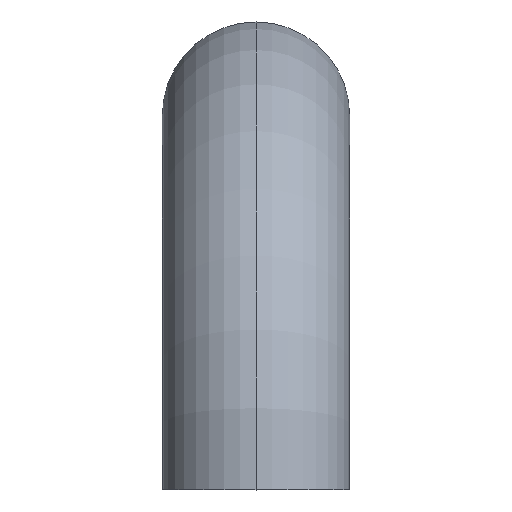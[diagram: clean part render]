
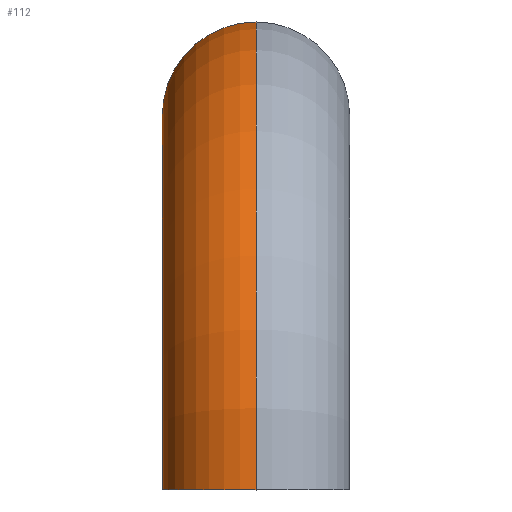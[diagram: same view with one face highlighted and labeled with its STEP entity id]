
A CAD part, top view. The second image highlights one B-rep face of the part: STEP entity #112.
In plain terms, the highlighted toroidal (fillet/blend) face has major radius 1.6 mm and minor radius 0.4 mm.
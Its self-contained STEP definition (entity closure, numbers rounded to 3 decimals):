
#3 = FACE_OUTER_BOUND ( 'NONE', #62, .T. ) ;
#4 = AXIS2_PLACEMENT_3D ( 'NONE', #13, #238, #132 ) ;
#8 = DIRECTION ( 'NONE',  ( -1., 0., 0. ) ) ;
#11 = VERTEX_POINT ( 'NONE', #46 ) ;
#13 = CARTESIAN_POINT ( 'NONE',  ( 0., -1.6, -1.6 ) ) ;
#15 = ORIENTED_EDGE ( 'NONE', *, *, #203, .T. ) ;
#16 = DIRECTION ( 'NONE',  ( 0., 0., -1. ) ) ;
#34 = DIRECTION ( 'NONE',  ( -1., 0., 0. ) ) ;
#35 = CARTESIAN_POINT ( 'NONE',  ( 0., -1.6, -1.6 ) ) ;
#37 = AXIS2_PLACEMENT_3D ( 'NONE', #148, #34, #47 ) ;
#43 = CIRCLE ( 'NONE', #162, 0.4 ) ;
#46 = CARTESIAN_POINT ( 'NONE',  ( 0., -1.6, 0.4 ) ) ;
#47 = DIRECTION ( 'NONE',  ( 0., 0., 1. ) ) ;
#53 = DIRECTION ( 'NONE',  ( -1., 0., 0. ) ) ;
#54 = CIRCLE ( 'NONE', #105, 0.4 ) ;
#56 = CARTESIAN_POINT ( 'NONE',  ( 0., 0.4, -1.6 ) ) ;
#62 = EDGE_LOOP ( 'NONE', ( #209, #15, #86, #183, #231 ) ) ;
#77 = CARTESIAN_POINT ( 'NONE',  ( 0., -0.4, -1.6 ) ) ;
#78 = CARTESIAN_POINT ( 'NONE',  ( 0., 0., -1.6 ) ) ;
#83 = TOROIDAL_SURFACE ( 'NONE', #37, 1.6, 0.4 ) ;
#86 = ORIENTED_EDGE ( 'NONE', *, *, #264, .F. ) ;
#87 = EDGE_CURVE ( 'NONE', #189, #11, #98, .T. ) ;
#91 = DIRECTION ( 'NONE',  ( 0., 0., 1. ) ) ;
#98 = CIRCLE ( 'NONE', #211, 0.4 ) ;
#99 = DIRECTION ( 'NONE',  ( 0., 0., -1. ) ) ;
#105 = AXIS2_PLACEMENT_3D ( 'NONE', #182, #16, #53 ) ;
#106 = CARTESIAN_POINT ( 'NONE',  ( 0., -1.6, 0. ) ) ;
#108 = DIRECTION ( 'NONE',  ( -1., 0., 0. ) ) ;
#112 = ADVANCED_FACE ( 'NONE', ( #3 ), #83, .T. ) ;
#119 = EDGE_CURVE ( 'NONE', #189, #253, #245, .T. ) ;
#125 = DIRECTION ( 'NONE',  ( -1., 0., 0. ) ) ;
#129 = AXIS2_PLACEMENT_3D ( 'NONE', #35, #125, #91 ) ;
#132 = DIRECTION ( 'NONE',  ( 0., 0., 1. ) ) ;
#133 = CARTESIAN_POINT ( 'NONE',  ( -0.4, 0., -1.6 ) ) ;
#148 = CARTESIAN_POINT ( 'NONE',  ( 0., -1.6, -1.6 ) ) ;
#152 = CIRCLE ( 'NONE', #4, 2. ) ;
#162 = AXIS2_PLACEMENT_3D ( 'NONE', #78, #99, #108 ) ;
#169 = DIRECTION ( 'NONE',  ( 0., 1., 0. ) ) ;
#182 = CARTESIAN_POINT ( 'NONE',  ( 0., 0., -1.6 ) ) ;
#183 = ORIENTED_EDGE ( 'NONE', *, *, #246, .F. ) ;
#189 = VERTEX_POINT ( 'NONE', #212 ) ;
#203 = EDGE_CURVE ( 'NONE', #11, #263, #152, .T. ) ;
#209 = ORIENTED_EDGE ( 'NONE', *, *, #87, .T. ) ;
#211 = AXIS2_PLACEMENT_3D ( 'NONE', #106, #169, #8 ) ;
#212 = CARTESIAN_POINT ( 'NONE',  ( 0., -1.6, -0.4 ) ) ;
#231 = ORIENTED_EDGE ( 'NONE', *, *, #119, .F. ) ;
#238 = DIRECTION ( 'NONE',  ( -1., 0., 0. ) ) ;
#245 = CIRCLE ( 'NONE', #129, 1.2 ) ;
#246 = EDGE_CURVE ( 'NONE', #253, #254, #54, .T. ) ;
#253 = VERTEX_POINT ( 'NONE', #77 ) ;
#254 = VERTEX_POINT ( 'NONE', #133 ) ;
#263 = VERTEX_POINT ( 'NONE', #56 ) ;
#264 = EDGE_CURVE ( 'NONE', #254, #263, #43, .T. ) ;
